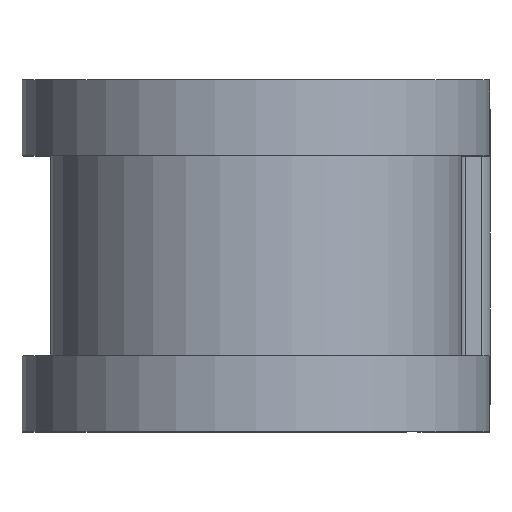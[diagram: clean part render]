
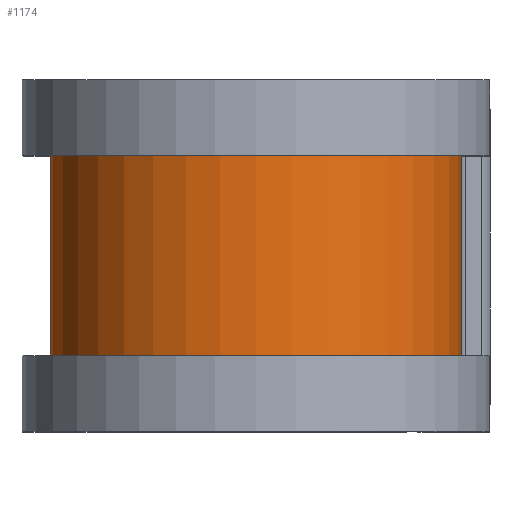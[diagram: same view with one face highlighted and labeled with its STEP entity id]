
A CAD part, top view. The second image highlights one B-rep face of the part: STEP entity #1174.
In plain terms, the highlighted cylindrical face has radius 11.062 mm (diameter 22.123 mm), a partial arc.
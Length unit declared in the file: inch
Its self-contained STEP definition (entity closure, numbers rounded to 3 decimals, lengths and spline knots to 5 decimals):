
#10 = AXIS2_PLACEMENT_3D ( 'NONE', #1903, #917, #2056 ) ;
#14 = LINE ( 'NONE', #1618, #2103 ) ;
#15 = FACE_OUTER_BOUND ( 'NONE', #1884, .T. ) ;
#87 = DIRECTION ( 'NONE',  ( 0., -1., 0. ) ) ;
#88 = ORIENTED_EDGE ( 'NONE', *, *, #149, .T. ) ;
#149 = EDGE_CURVE ( 'NONE', #778, #495, #14, .T. ) ;
#178 = CIRCLE ( 'NONE', #10, 0.4355 ) ;
#256 = EDGE_CURVE ( 'NONE', #1534, #495, #178, .T. ) ;
#266 = AXIS2_PLACEMENT_3D ( 'NONE', #1712, #732, #1885 ) ;
#414 = DIRECTION ( 'NONE',  ( 0., 0., -1. ) ) ;
#470 = DIRECTION ( 'NONE',  ( 0., -1., 0. ) ) ;
#495 = VERTEX_POINT ( 'NONE', #1268 ) ;
#528 = CARTESIAN_POINT ( 'NONE',  ( 0.4355, 0.2125, 0.687 ) ) ;
#534 = ORIENTED_EDGE ( 'NONE', *, *, #1318, .F. ) ;
#732 = DIRECTION ( 'NONE',  ( 0., -1., 0. ) ) ;
#769 = CARTESIAN_POINT ( 'NONE',  ( -0.4355, 0.2125, 0.687 ) ) ;
#778 = VERTEX_POINT ( 'NONE', #769 ) ;
#917 = DIRECTION ( 'NONE',  ( 0., -1., 0. ) ) ;
#1035 = VERTEX_POINT ( 'NONE', #528 ) ;
#1043 = CARTESIAN_POINT ( 'NONE',  ( 0.4355, 0.3125, 0.687 ) ) ;
#1174 = ADVANCED_FACE ( 'NONE', ( #15 ), #2053, .T. ) ;
#1256 = CARTESIAN_POINT ( 'NONE',  ( 0., 0.3125, 0.687 ) ) ;
#1268 = CARTESIAN_POINT ( 'NONE',  ( -0.4355, -0.2125, 0.687 ) ) ;
#1318 = EDGE_CURVE ( 'NONE', #1035, #1534, #2134, .T. ) ;
#1331 = CIRCLE ( 'NONE', #266, 0.4355 ) ;
#1534 = VERTEX_POINT ( 'NONE', #1800 ) ;
#1618 = CARTESIAN_POINT ( 'NONE',  ( -0.4355, 0.3125, 0.687 ) ) ;
#1676 = AXIS2_PLACEMENT_3D ( 'NONE', #1256, #87, #414 ) ;
#1708 = VECTOR ( 'NONE', #2026, 39.37008 ) ;
#1712 = CARTESIAN_POINT ( 'NONE',  ( 0., 0.2125, 0.687 ) ) ;
#1800 = CARTESIAN_POINT ( 'NONE',  ( 0.4355, -0.2125, 0.687 ) ) ;
#1871 = EDGE_CURVE ( 'NONE', #1035, #778, #1331, .T. ) ;
#1884 = EDGE_LOOP ( 'NONE', ( #534, #2000, #88, #1912 ) ) ;
#1885 = DIRECTION ( 'NONE',  ( 0., 0., -1. ) ) ;
#1903 = CARTESIAN_POINT ( 'NONE',  ( 0., -0.2125, 0.687 ) ) ;
#1912 = ORIENTED_EDGE ( 'NONE', *, *, #256, .F. ) ;
#2000 = ORIENTED_EDGE ( 'NONE', *, *, #1871, .T. ) ;
#2026 = DIRECTION ( 'NONE',  ( 0., -1., 0. ) ) ;
#2053 = CYLINDRICAL_SURFACE ( 'NONE', #1676, 0.4355 ) ;
#2056 = DIRECTION ( 'NONE',  ( 0., 0., -1. ) ) ;
#2103 = VECTOR ( 'NONE', #470, 39.37008 ) ;
#2134 = LINE ( 'NONE', #1043, #1708 ) ;
